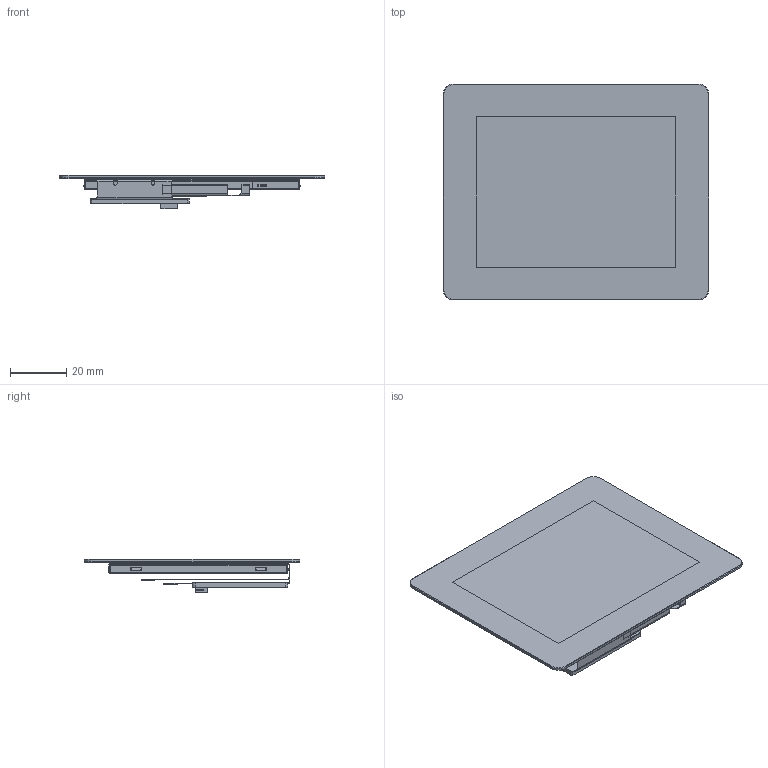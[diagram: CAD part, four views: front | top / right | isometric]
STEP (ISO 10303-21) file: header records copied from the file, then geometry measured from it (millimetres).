
FILE_DESCRIPTION(/* description */ (''),/* implementation_level */ '2;1');
FILE_NAME(/* name */ 'RVT35HHTNWC00-B_Rev.1.0.stp',/* time_stamp */ '2021-06-08T14:06:38+02:00',/* author */ ('Mateusz Natywa'),/* organization */ (''),/* preprocessor_version */ 'ST-DEVELOPER v17',/* originating_system */ 'Autodesk Inventor 2019',/* authorisation */ '');
FILE_SCHEMA (('CONFIG_CONTROL_DESIGN'));
Length unit declared in the file: millimetre
Products named in the file (12): RVT35HHTNWC00-B_Rev.1.0; TFT; DISP; FPC; TAPE; OCA; CTP; CG; SCA; SENSOR; DST_2; FPC_1
Assembly tree (11 placements, depth 3):
  RVT35HHTNWC00-B_Rev.1.0
    TFT
      DISP
      FPC
      TAPE
    OCA
    CTP
      CG
      SCA
      SENSOR
      DST_2
      FPC_1
Bounding box: 93.96 x 76.44 x 11.8 mm (x, y, z)
Volume: 29831.3 mm3; surface area: 68302.2 mm2
Topology: 15 solids, 15 shells, 606 faces, 1614 edges, 1060 vertices
Faces by surface type: plane 507, cylinder 75, bspline 16, cone 8
Entity records: 19420 total; most frequent: CARTESIAN_POINT 3705, ORIENTED_EDGE 3228, DIRECTION 2967, EDGE_CURVE 1614, LINE 1439, VECTOR 1439, VERTEX_POINT 1060, AXIS2_PLACEMENT_3D 764
